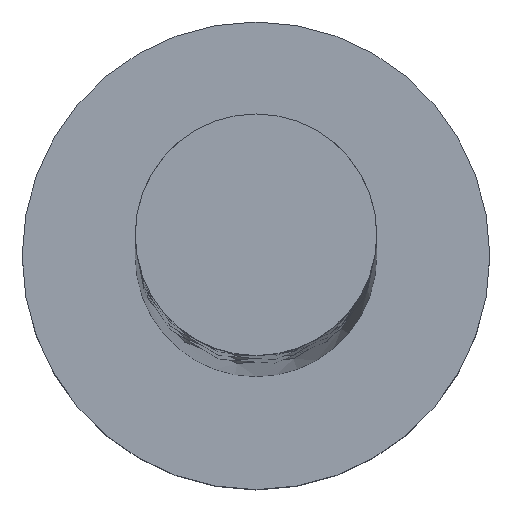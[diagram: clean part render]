
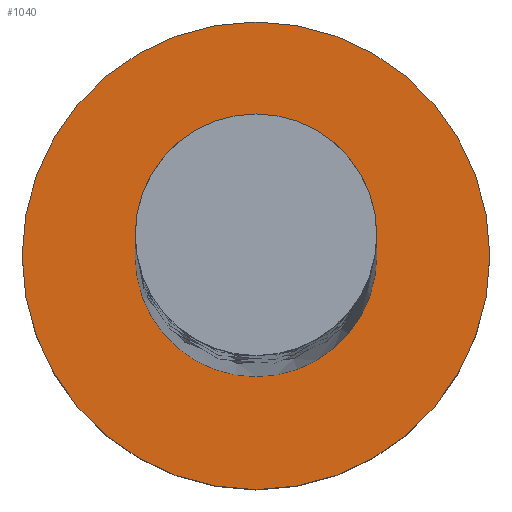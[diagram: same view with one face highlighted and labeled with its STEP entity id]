
A CAD part, top view. The second image highlights one B-rep face of the part: STEP entity #1040.
In plain terms, the highlighted planar face has unit normal (0, 0, 1).
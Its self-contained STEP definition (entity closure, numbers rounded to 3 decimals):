
#2 = AXIS2_PLACEMENT_3D ( 'NONE', #919, #741, #588 ) ;
#25 = DIRECTION ( 'NONE',  ( 1., 0., 0. ) ) ;
#60 = CARTESIAN_POINT ( 'NONE',  ( 0., 0., 5. ) ) ;
#174 = DIRECTION ( 'NONE',  ( 1., 0., 0. ) ) ;
#196 = CIRCLE ( 'NONE', #837, 6. ) ;
#203 = CARTESIAN_POINT ( 'NONE',  ( 0., 0., 5. ) ) ;
#223 = DIRECTION ( 'NONE',  ( 0., 0., 1. ) ) ;
#239 = CIRCLE ( 'NONE', #1332, 3.1 ) ;
#347 = VERTEX_POINT ( 'NONE', #703 ) ;
#353 = EDGE_CURVE ( 'NONE', #711, #731, #1758, .T. ) ;
#360 = EDGE_CURVE ( 'NONE', #731, #711, #239, .T. ) ;
#409 = EDGE_LOOP ( 'NONE', ( #899, #1412 ) ) ;
#588 = DIRECTION ( 'NONE',  ( 1., 0., 0. ) ) ;
#628 = FACE_BOUND ( 'NONE', #409, .T. ) ;
#640 = DIRECTION ( 'NONE',  ( 0., 0., 1. ) ) ;
#662 = ORIENTED_EDGE ( 'NONE', *, *, #1200, .T. ) ;
#703 = CARTESIAN_POINT ( 'NONE',  ( 6., 0., 5. ) ) ;
#711 = VERTEX_POINT ( 'NONE', #872 ) ;
#731 = VERTEX_POINT ( 'NONE', #850 ) ;
#741 = DIRECTION ( 'NONE',  ( 0., 0., 1. ) ) ;
#791 = DIRECTION ( 'NONE',  ( 1., 0., 0. ) ) ;
#837 = AXIS2_PLACEMENT_3D ( 'NONE', #1548, #223, #791 ) ;
#850 = CARTESIAN_POINT ( 'NONE',  ( -3.1, 0., 5. ) ) ;
#872 = CARTESIAN_POINT ( 'NONE',  ( 3.1, 0., 5. ) ) ;
#899 = ORIENTED_EDGE ( 'NONE', *, *, #360, .F. ) ;
#908 = CARTESIAN_POINT ( 'NONE',  ( -6., 0., 5. ) ) ;
#919 = CARTESIAN_POINT ( 'NONE',  ( 0., 0., 5. ) ) ;
#1026 = VERTEX_POINT ( 'NONE', #908 ) ;
#1040 = ADVANCED_FACE ( 'NONE', ( #628, #1328 ), #1220, .T. ) ;
#1089 = DIRECTION ( 'NONE',  ( 0., 0., 1. ) ) ;
#1100 = CARTESIAN_POINT ( 'NONE',  ( 0., 0., 5. ) ) ;
#1105 = DIRECTION ( 'NONE',  ( 1., 0., 0. ) ) ;
#1200 = EDGE_CURVE ( 'NONE', #1026, #347, #1677, .T. ) ;
#1204 = AXIS2_PLACEMENT_3D ( 'NONE', #1100, #1508, #174 ) ;
#1220 = PLANE ( 'NONE',  #2 ) ;
#1229 = EDGE_CURVE ( 'NONE', #347, #1026, #196, .T. ) ;
#1328 = FACE_OUTER_BOUND ( 'NONE', #1572, .T. ) ;
#1332 = AXIS2_PLACEMENT_3D ( 'NONE', #60, #640, #25 ) ;
#1412 = ORIENTED_EDGE ( 'NONE', *, *, #353, .F. ) ;
#1508 = DIRECTION ( 'NONE',  ( 0., 0., 1. ) ) ;
#1548 = CARTESIAN_POINT ( 'NONE',  ( 0., 0., 5. ) ) ;
#1572 = EDGE_LOOP ( 'NONE', ( #662, #1707 ) ) ;
#1619 = AXIS2_PLACEMENT_3D ( 'NONE', #203, #1089, #1105 ) ;
#1677 = CIRCLE ( 'NONE', #1619, 6. ) ;
#1707 = ORIENTED_EDGE ( 'NONE', *, *, #1229, .T. ) ;
#1758 = CIRCLE ( 'NONE', #1204, 3.1 ) ;
